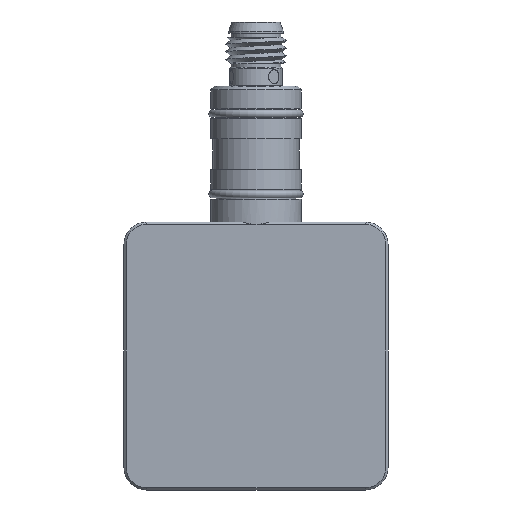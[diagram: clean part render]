
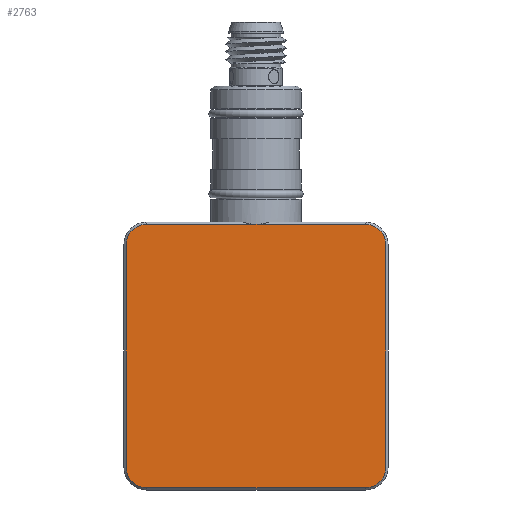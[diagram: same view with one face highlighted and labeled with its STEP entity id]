
A CAD part, front view. The second image highlights one B-rep face of the part: STEP entity #2763.
In plain terms, the highlighted planar face has unit normal (0, -1, 0).
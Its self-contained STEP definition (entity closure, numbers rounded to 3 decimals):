
#4 = LINE ( 'NONE', #2361, #6285 ) ;
#104 = ORIENTED_EDGE ( 'NONE', *, *, #5280, .T. ) ;
#175 = EDGE_CURVE ( 'NONE', #7167, #2450, #1535, .T. ) ;
#207 = CARTESIAN_POINT ( 'NONE',  ( 14.5, 0., -14.75 ) ) ;
#367 = CARTESIAN_POINT ( 'NONE',  ( 14.5, 0., 14.75 ) ) ;
#483 = CARTESIAN_POINT ( 'NONE',  ( 17.2, 0., 0. ) ) ;
#531 = VERTEX_POINT ( 'NONE', #5071 ) ;
#704 = DIRECTION ( 'NONE',  ( 0., 0., 1. ) ) ;
#968 = DIRECTION ( 'NONE',  ( 0., 0., 1. ) ) ;
#993 = EDGE_CURVE ( 'NONE', #2450, #531, #7464, .T. ) ;
#1059 = DIRECTION ( 'NONE',  ( 1., 0., 0. ) ) ;
#1215 = VERTEX_POINT ( 'NONE', #7155 ) ;
#1227 = LINE ( 'NONE', #4801, #3168 ) ;
#1273 = EDGE_CURVE ( 'NONE', #3046, #1215, #1227, .T. ) ;
#1350 = ORIENTED_EDGE ( 'NONE', *, *, #993, .T. ) ;
#1535 = CIRCLE ( 'NONE', #2407, 2.7 ) ;
#1555 = CARTESIAN_POINT ( 'NONE',  ( 17.2, 0., -14.75 ) ) ;
#1556 = CARTESIAN_POINT ( 'NONE',  ( 14.5, 0., 17.45 ) ) ;
#1602 = VECTOR ( 'NONE', #5205, 1000. ) ;
#1679 = LINE ( 'NONE', #5095, #4201 ) ;
#1695 = ORIENTED_EDGE ( 'NONE', *, *, #1747, .T. ) ;
#1717 = DIRECTION ( 'NONE',  ( 0., -1., 0. ) ) ;
#1720 = CIRCLE ( 'NONE', #3047, 2.7 ) ;
#1747 = EDGE_CURVE ( 'NONE', #531, #7385, #1720, .T. ) ;
#2081 = FACE_OUTER_BOUND ( 'NONE', #6590, .T. ) ;
#2182 = DIRECTION ( 'NONE',  ( 0., 0., 1. ) ) ;
#2277 = CARTESIAN_POINT ( 'NONE',  ( -17.2, 0., 14.75 ) ) ;
#2361 = CARTESIAN_POINT ( 'NONE',  ( -17.2, 0., 0. ) ) ;
#2376 = CIRCLE ( 'NONE', #5166, 2.7 ) ;
#2407 = AXIS2_PLACEMENT_3D ( 'NONE', #207, #3010, #4172 ) ;
#2450 = VERTEX_POINT ( 'NONE', #1555 ) ;
#2466 = DIRECTION ( 'NONE',  ( 0., -1., 0. ) ) ;
#2470 = ORIENTED_EDGE ( 'NONE', *, *, #2608, .T. ) ;
#2608 = EDGE_CURVE ( 'NONE', #6977, #6373, #4, .T. ) ;
#2670 = EDGE_CURVE ( 'NONE', #6373, #3872, #4996, .T. ) ;
#2763 = ADVANCED_FACE ( 'NONE', ( #2081 ), #6082, .F. ) ;
#2896 = DIRECTION ( 'NONE',  ( 0., 0., -1. ) ) ;
#2931 = CARTESIAN_POINT ( 'NONE',  ( -14.5, 0., 14.75 ) ) ;
#3010 = DIRECTION ( 'NONE',  ( 0., -1., 0. ) ) ;
#3046 = VERTEX_POINT ( 'NONE', #5736 ) ;
#3047 = AXIS2_PLACEMENT_3D ( 'NONE', #367, #7280, #2182 ) ;
#3168 = VECTOR ( 'NONE', #6547, 1000. ) ;
#3188 = AXIS2_PLACEMENT_3D ( 'NONE', #4272, #2466, #704 ) ;
#3254 = CARTESIAN_POINT ( 'NONE',  ( 0., 0., 0. ) ) ;
#3304 = DIRECTION ( 'NONE',  ( -1., 0., 0. ) ) ;
#3462 = ORIENTED_EDGE ( 'NONE', *, *, #4660, .T. ) ;
#3499 = CARTESIAN_POINT ( 'NONE',  ( 14.5, 0., -17.45 ) ) ;
#3576 = ORIENTED_EDGE ( 'NONE', *, *, #175, .T. ) ;
#3872 = VERTEX_POINT ( 'NONE', #4305 ) ;
#4029 = DIRECTION ( 'NONE',  ( 0., 0., 1. ) ) ;
#4087 = VECTOR ( 'NONE', #3304, 1000. ) ;
#4172 = DIRECTION ( 'NONE',  ( 0., 0., 1. ) ) ;
#4201 = VECTOR ( 'NONE', #1059, 1000. ) ;
#4272 = CARTESIAN_POINT ( 'NONE',  ( -14.5, 0., -14.75 ) ) ;
#4305 = CARTESIAN_POINT ( 'NONE',  ( -14.5, 0., -17.45 ) ) ;
#4660 = EDGE_CURVE ( 'NONE', #3872, #7167, #1679, .T. ) ;
#4670 = EDGE_CURVE ( 'NONE', #7385, #3046, #5747, .T. ) ;
#4801 = CARTESIAN_POINT ( 'NONE',  ( 0., 0., 17.45 ) ) ;
#4996 = CIRCLE ( 'NONE', #3188, 2.7 ) ;
#5071 = CARTESIAN_POINT ( 'NONE',  ( 17.2, 0., 14.75 ) ) ;
#5095 = CARTESIAN_POINT ( 'NONE',  ( 0., 0., -17.45 ) ) ;
#5166 = AXIS2_PLACEMENT_3D ( 'NONE', #2931, #1717, #4029 ) ;
#5205 = DIRECTION ( 'NONE',  ( 0., 0., 1. ) ) ;
#5280 = EDGE_CURVE ( 'NONE', #1215, #6977, #2376, .T. ) ;
#5412 = CARTESIAN_POINT ( 'NONE',  ( -17.2, 0., -14.75 ) ) ;
#5736 = CARTESIAN_POINT ( 'NONE',  ( 0., 0., 17.45 ) ) ;
#5747 = LINE ( 'NONE', #6251, #4087 ) ;
#5902 = ORIENTED_EDGE ( 'NONE', *, *, #4670, .T. ) ;
#6082 = PLANE ( 'NONE',  #6863 ) ;
#6161 = DIRECTION ( 'NONE',  ( 0., 1., 0. ) ) ;
#6178 = ORIENTED_EDGE ( 'NONE', *, *, #2670, .T. ) ;
#6251 = CARTESIAN_POINT ( 'NONE',  ( 0., 0., 17.45 ) ) ;
#6285 = VECTOR ( 'NONE', #2896, 1000. ) ;
#6373 = VERTEX_POINT ( 'NONE', #5412 ) ;
#6431 = ORIENTED_EDGE ( 'NONE', *, *, #1273, .T. ) ;
#6547 = DIRECTION ( 'NONE',  ( -1., 0., 0. ) ) ;
#6590 = EDGE_LOOP ( 'NONE', ( #3462, #3576, #1350, #1695, #5902, #6431, #104, #2470, #6178 ) ) ;
#6863 = AXIS2_PLACEMENT_3D ( 'NONE', #3254, #6161, #968 ) ;
#6977 = VERTEX_POINT ( 'NONE', #2277 ) ;
#7155 = CARTESIAN_POINT ( 'NONE',  ( -14.5, 0., 17.45 ) ) ;
#7167 = VERTEX_POINT ( 'NONE', #3499 ) ;
#7280 = DIRECTION ( 'NONE',  ( 0., -1., 0. ) ) ;
#7385 = VERTEX_POINT ( 'NONE', #1556 ) ;
#7464 = LINE ( 'NONE', #483, #1602 ) ;
